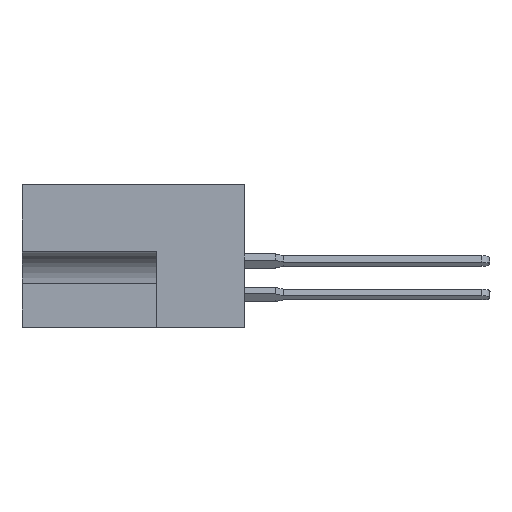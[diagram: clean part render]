
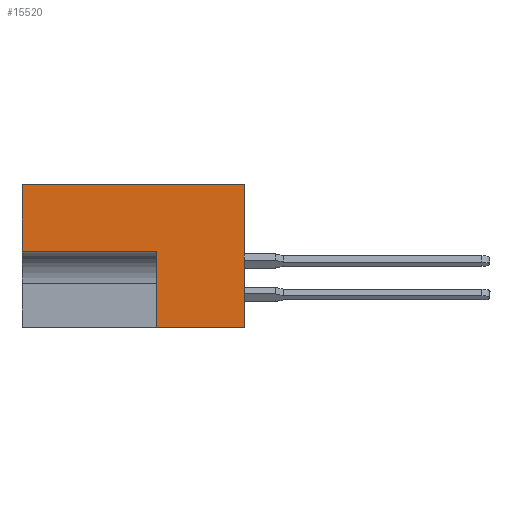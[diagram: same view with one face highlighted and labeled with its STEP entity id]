
A CAD part, left-side view. The second image highlights one B-rep face of the part: STEP entity #15520.
In plain terms, the highlighted planar face has unit normal (-1, 0, 0).
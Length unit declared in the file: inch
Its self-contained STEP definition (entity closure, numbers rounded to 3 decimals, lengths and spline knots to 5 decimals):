
#570 = DIRECTION ( 'NONE',  ( 0., 1., 0. ) ) ;
#2213 = ORIENTED_EDGE ( 'NONE', *, *, #11972, .F. ) ;
#3736 = ORIENTED_EDGE ( 'NONE', *, *, #5212, .F. ) ;
#4085 = ORIENTED_EDGE ( 'NONE', *, *, #27515, .F. ) ;
#4159 = CARTESIAN_POINT ( 'NONE',  ( 0., 0.328, -0.531 ) ) ;
#4501 = VERTEX_POINT ( 'NONE', #14813 ) ;
#5081 = PLANE ( 'NONE',  #18569 ) ;
#5212 = EDGE_CURVE ( 'NONE', #18047, #12342, #13751, .T. ) ;
#5625 = VERTEX_POINT ( 'NONE', #22751 ) ;
#5888 = VECTOR ( 'NONE', #15232, 39.37008 ) ;
#6144 = VECTOR ( 'NONE', #22742, 39.37008 ) ;
#7804 = EDGE_CURVE ( 'NONE', #13220, #4501, #24734, .T. ) ;
#8242 = CARTESIAN_POINT ( 'NONE',  ( 0., 0.828, 0. ) ) ;
#8702 = CARTESIAN_POINT ( 'NONE',  ( 0., 0.453, -0.531 ) ) ;
#8952 = VECTOR ( 'NONE', #22119, 39.37008 ) ;
#9274 = DIRECTION ( 'NONE',  ( 0., -1., 0. ) ) ;
#9894 = DIRECTION ( 'NONE',  ( 0., 0., -1. ) ) ;
#11937 = ORIENTED_EDGE ( 'NONE', *, *, #20401, .T. ) ;
#11972 = EDGE_CURVE ( 'NONE', #12342, #5625, #18458, .T. ) ;
#12153 = VERTEX_POINT ( 'NONE', #28706 ) ;
#12307 = VECTOR ( 'NONE', #22724, 39.37008 ) ;
#12342 = VERTEX_POINT ( 'NONE', #8242 ) ;
#13003 = CARTESIAN_POINT ( 'NONE',  ( 0., 0.328, -0.531 ) ) ;
#13220 = VERTEX_POINT ( 'NONE', #4159 ) ;
#13382 = VECTOR ( 'NONE', #9274, 39.37008 ) ;
#13515 = CARTESIAN_POINT ( 'NONE',  ( 0., 0.828, 0. ) ) ;
#13751 = LINE ( 'NONE', #13515, #12307 ) ;
#14519 = DIRECTION ( 'NONE',  ( 1., 0., 0. ) ) ;
#14651 = CARTESIAN_POINT ( 'NONE',  ( 0., 0.328, -0.248 ) ) ;
#14716 = CARTESIAN_POINT ( 'NONE',  ( 0., 0.453, 0. ) ) ;
#14813 = CARTESIAN_POINT ( 'NONE',  ( 0., 0.328, -0.248 ) ) ;
#15026 = CARTESIAN_POINT ( 'NONE',  ( 0., 0.828, -0.248 ) ) ;
#15232 = DIRECTION ( 'NONE',  ( 0., 0., 1. ) ) ;
#15520 = ADVANCED_FACE ( 'NONE', ( #16796 ), #5081, .F. ) ;
#16796 = FACE_OUTER_BOUND ( 'NONE', #17525, .T. ) ;
#17525 = EDGE_LOOP ( 'NONE', ( #3736, #4085, #28857, #28725, #11937, #2213 ) ) ;
#17897 = LINE ( 'NONE', #14651, #25303 ) ;
#18047 = VERTEX_POINT ( 'NONE', #15026 ) ;
#18458 = LINE ( 'NONE', #20747, #13382 ) ;
#18569 = AXIS2_PLACEMENT_3D ( 'NONE', #14716, #14519, #9894 ) ;
#20401 = EDGE_CURVE ( 'NONE', #12153, #5625, #21666, .T. ) ;
#20747 = CARTESIAN_POINT ( 'NONE',  ( 0., 0.453, 0. ) ) ;
#21666 = LINE ( 'NONE', #24867, #5888 ) ;
#22119 = DIRECTION ( 'NONE',  ( 0., 0., 1. ) ) ;
#22724 = DIRECTION ( 'NONE',  ( 0., 0., 1. ) ) ;
#22742 = DIRECTION ( 'NONE',  ( 0., -1., 0. ) ) ;
#22751 = CARTESIAN_POINT ( 'NONE',  ( 0., 0., 0. ) ) ;
#24734 = LINE ( 'NONE', #13003, #8952 ) ;
#24867 = CARTESIAN_POINT ( 'NONE',  ( 0., 0., 0. ) ) ;
#25303 = VECTOR ( 'NONE', #570, 39.37008 ) ;
#26705 = LINE ( 'NONE', #8702, #6144 ) ;
#27515 = EDGE_CURVE ( 'NONE', #4501, #18047, #17897, .T. ) ;
#28397 = EDGE_CURVE ( 'NONE', #13220, #12153, #26705, .T. ) ;
#28706 = CARTESIAN_POINT ( 'NONE',  ( 0., 0., -0.531 ) ) ;
#28725 = ORIENTED_EDGE ( 'NONE', *, *, #28397, .T. ) ;
#28857 = ORIENTED_EDGE ( 'NONE', *, *, #7804, .F. ) ;
